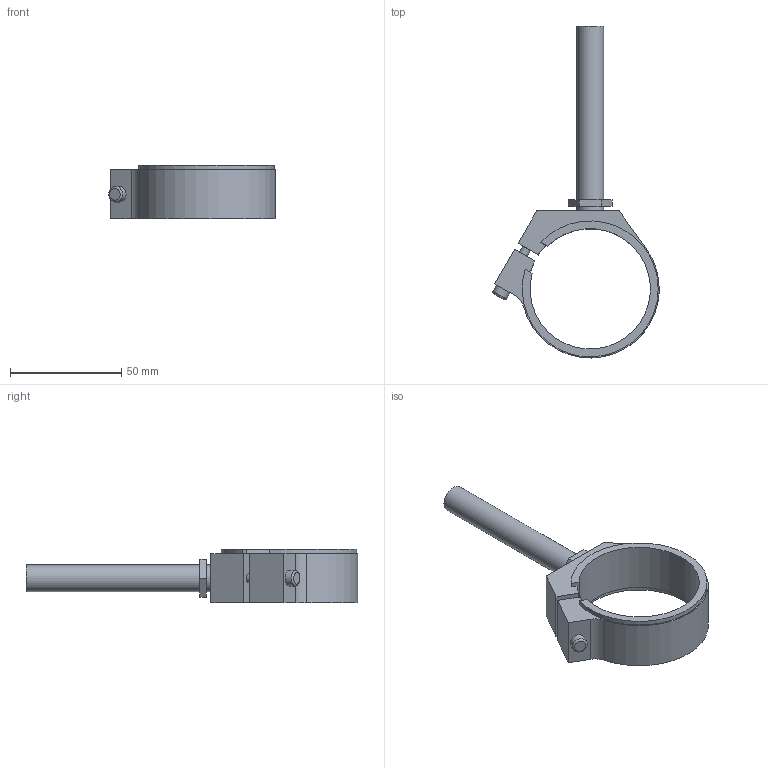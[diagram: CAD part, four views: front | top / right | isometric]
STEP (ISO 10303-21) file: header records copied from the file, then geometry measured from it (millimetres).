
FILE_DESCRIPTION(/* description */ (''),/* implementation_level */ '2;1');
FILE_NAME(/* name */ '504176_990257A_XXX_Leermeldung_310cc_Shrinkwrap_1.stp',/* time_stamp */ '2021-03-29T15:54:03+02:00',/* author */ ('glueck'),/* organization */ (''),/* preprocessor_version */ 'ST-DEVELOPER v18.1',/* originating_system */ 'Autodesk Inventor 2021',/* authorisation */ '');
FILE_SCHEMA (('AUTOMOTIVE_DESIGN { 1 0 10303 214 3 1 1 }'));
Length unit declared in the file: millimetre
Products named in the file (1): 504176_990257A_XXX_Leermeldung_310cc_Shrinkwrap_1
Bounding box: 74.71 x 148.99 x 24 mm (x, y, z)
Volume: 38004.6 mm3; surface area: 15681.8 mm2
Topology: 1 solids, 1 shells, 33 faces, 80 edges, 53 vertices
Faces by surface type: plane 23, cylinder 9, torus 1
Full cylindrical faces by diameter (mm): 4 x1, 7 x1, 12 x2
Entity records: 1091 total; most frequent: DIRECTION 170, CARTESIAN_POINT 167, ORIENTED_EDGE 160, EDGE_CURVE 80, LINE 58, VECTOR 58, AXIS2_PLACEMENT_3D 56, VERTEX_POINT 53
